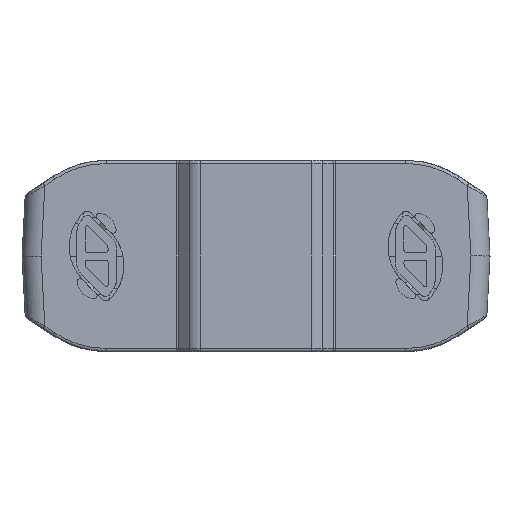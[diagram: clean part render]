
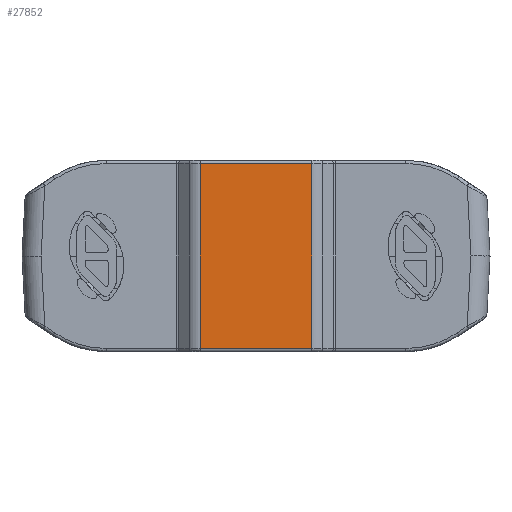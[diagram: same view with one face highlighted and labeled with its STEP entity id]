
A CAD part, front view. The second image highlights one B-rep face of the part: STEP entity #27852.
In plain terms, the highlighted planar face has unit normal (0, -1, 0).
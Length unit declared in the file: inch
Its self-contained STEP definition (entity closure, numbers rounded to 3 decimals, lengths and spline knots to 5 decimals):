
#604 = EDGE_CURVE ( 'NONE', #30580, #10405, #6188, .T. ) ;
#786 = CARTESIAN_POINT ( 'NONE',  ( -0.38386, 0., -0.3937 ) ) ;
#1035 = CARTESIAN_POINT ( 'NONE',  ( 0.34309, 0., -0.57087 ) ) ;
#1176 = EDGE_CURVE ( 'NONE', #25987, #10582, #3073, .T. ) ;
#3073 = LINE ( 'NONE', #14286, #9464 ) ;
#4349 = EDGE_CURVE ( 'NONE', #25987, #10405, #5472, .T. ) ;
#5056 = CARTESIAN_POINT ( 'NONE',  ( 0.34309, 0., 0.57087 ) ) ;
#5472 = LINE ( 'NONE', #32394, #30672 ) ;
#6106 = DIRECTION ( 'NONE',  ( 0., 0., 1. ) ) ;
#6188 = LINE ( 'NONE', #9209, #8784 ) ;
#8784 = VECTOR ( 'NONE', #17067, 39.37008 ) ;
#8992 = DIRECTION ( 'NONE',  ( 0., 0., -1. ) ) ;
#9209 = CARTESIAN_POINT ( 'NONE',  ( -0.34309, 0., -0.3937 ) ) ;
#9338 = DIRECTION ( 'NONE',  ( 0., -1., 0. ) ) ;
#9464 = VECTOR ( 'NONE', #6106, 39.37008 ) ;
#9906 = DIRECTION ( 'NONE',  ( -1., 0., 0. ) ) ;
#9949 = ORIENTED_EDGE ( 'NONE', *, *, #27559, .T. ) ;
#10405 = VERTEX_POINT ( 'NONE', #16664 ) ;
#10582 = VERTEX_POINT ( 'NONE', #5056 ) ;
#11179 = DIRECTION ( 'NONE',  ( -1., 0., 0. ) ) ;
#13086 = CARTESIAN_POINT ( 'NONE',  ( -0.38386, 0., 0.57087 ) ) ;
#14286 = CARTESIAN_POINT ( 'NONE',  ( 0.34309, 0., -0.3937 ) ) ;
#16664 = CARTESIAN_POINT ( 'NONE',  ( -0.34309, 0., -0.57087 ) ) ;
#17067 = DIRECTION ( 'NONE',  ( 0., 0., -1. ) ) ;
#17446 = ORIENTED_EDGE ( 'NONE', *, *, #4349, .F. ) ;
#18947 = VECTOR ( 'NONE', #9906, 39.37008 ) ;
#20542 = FACE_OUTER_BOUND ( 'NONE', #24645, .T. ) ;
#24645 = EDGE_LOOP ( 'NONE', ( #25750, #17446, #27997, #9949 ) ) ;
#25750 = ORIENTED_EDGE ( 'NONE', *, *, #604, .T. ) ;
#25987 = VERTEX_POINT ( 'NONE', #1035 ) ;
#26896 = CARTESIAN_POINT ( 'NONE',  ( -0.34309, 0., 0.57087 ) ) ;
#27559 = EDGE_CURVE ( 'NONE', #10582, #30580, #28964, .T. ) ;
#27852 = ADVANCED_FACE ( 'NONE', ( #20542 ), #34116, .T. ) ;
#27997 = ORIENTED_EDGE ( 'NONE', *, *, #1176, .T. ) ;
#28964 = LINE ( 'NONE', #13086, #18947 ) ;
#30580 = VERTEX_POINT ( 'NONE', #26896 ) ;
#30672 = VECTOR ( 'NONE', #11179, 39.37008 ) ;
#32063 = AXIS2_PLACEMENT_3D ( 'NONE', #786, #9338, #8992 ) ;
#32394 = CARTESIAN_POINT ( 'NONE',  ( 0.35405, 0., -0.57087 ) ) ;
#34116 = PLANE ( 'NONE',  #32063 ) ;
